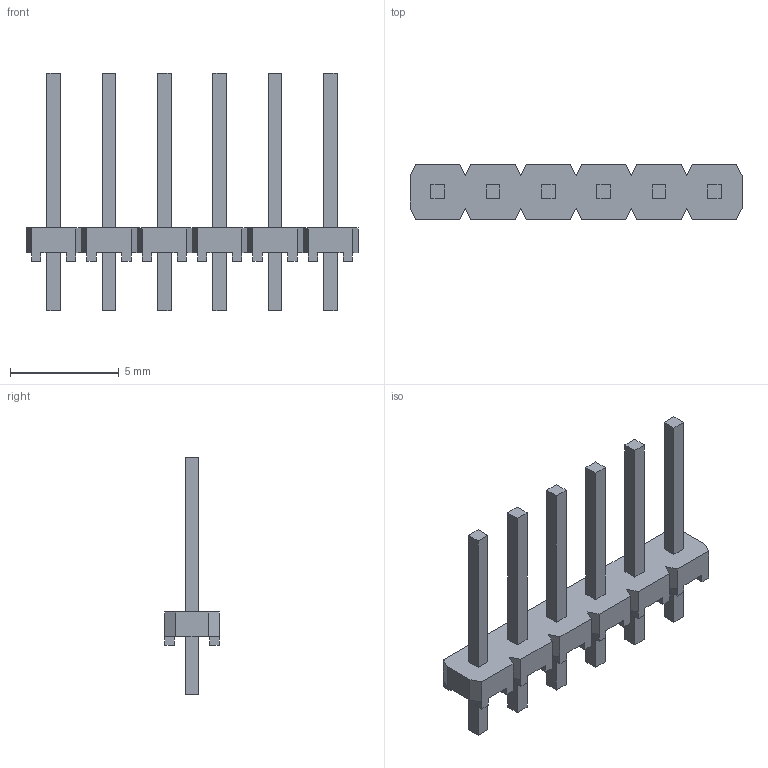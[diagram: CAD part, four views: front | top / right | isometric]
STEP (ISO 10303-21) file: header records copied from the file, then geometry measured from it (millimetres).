
FILE_DESCRIPTION(('FreeCAD Model'),'2;1');
FILE_NAME('Fusion.step', '2017-01-16T11:37:00',('kicad StepUp'),('ksu MCAD'), 'Open CASCADE STEP processor 6.8','FreeCAD','Unknown');
FILE_SCHEMA(('AUTOMOTIVE_DESIGN_CC2 { 1 2 10303 214 -1 1 5 4 }'));
Length unit declared in the file: millimetre
Products named in the file (1): Fusion
Bounding box: 15.24 x 2.49 x 10.92 mm (x, y, z)
Volume: 67 mm3; surface area: 284.4 mm2
Topology: 1 solids, 1 shells, 196 faces, 522 edges, 340 vertices
Faces by surface type: plane 196
Entity records: 7319 total; most frequent: CARTESIAN_POINT 1059, ORIENTED_EDGE 1044, DIRECTION 916, EDGE_CURVE 522, LINE 522, VECTOR 522, VERTEX_POINT 340, FACE_BOUND 208
